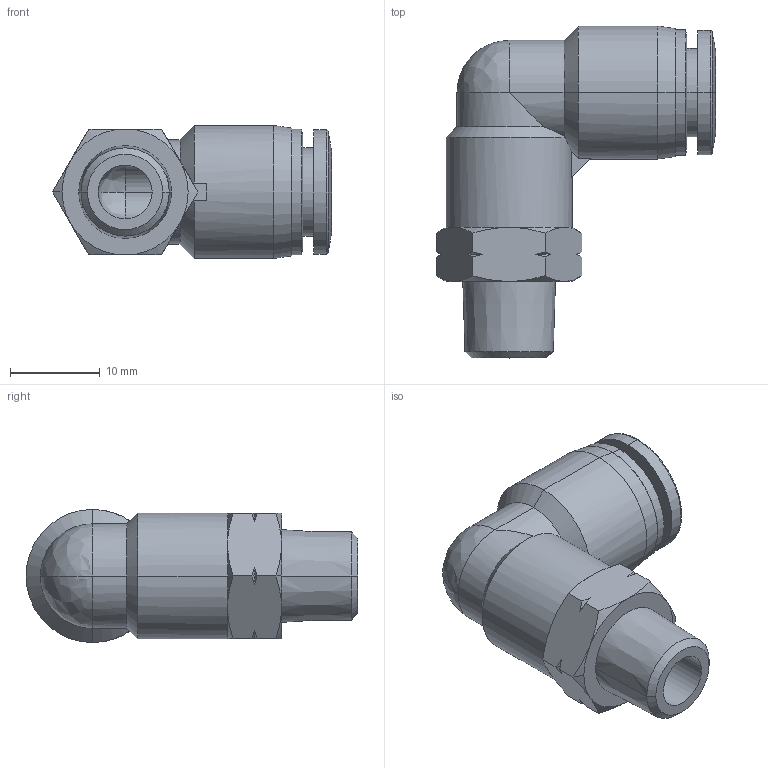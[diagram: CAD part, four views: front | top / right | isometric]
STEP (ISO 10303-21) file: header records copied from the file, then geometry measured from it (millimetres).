
FILE_DESCRIPTION (( 'STEP AP203' ), '1' );
FILE_NAME ('ME516-18N.step', '2016-02-15T20:00:57', ( '' ), ( '' ), 'SwSTEP 2.0', 'SolidWorks 2015', '' );
FILE_SCHEMA (( 'CONFIG_CONTROL_DESIGN' ));
Length unit declared in the file: inch
Products named in the file (1): ME516-18N
Bounding box: 31.03 x 36.9 x 14.8 mm (x, y, z)
Volume: 5028.5 mm3; surface area: 3637.9 mm2
Topology: 1 solids, 1 shells, 88 faces, 209 edges, 123 vertices
Faces by surface type: cone 44, cylinder 21, plane 15, bspline 8
Entity records: 2773 total; most frequent: CARTESIAN_POINT 784, ORIENTED_EDGE 410, DIRECTION 391, EDGE_CURVE 205, AXIS2_PLACEMENT_3D 168, VERTEX_POINT 123, EDGE_LOOP 94, ADVANCED_FACE 88
